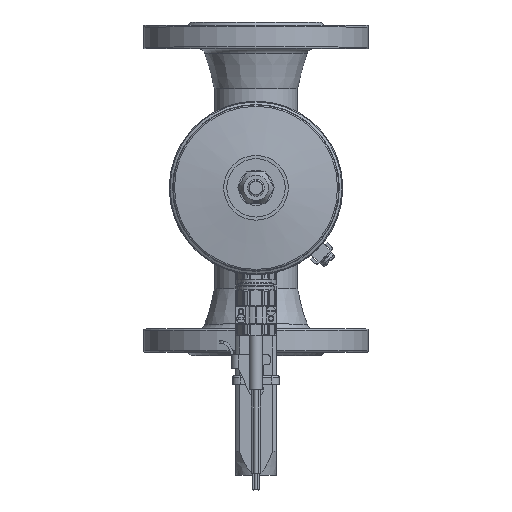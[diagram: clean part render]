
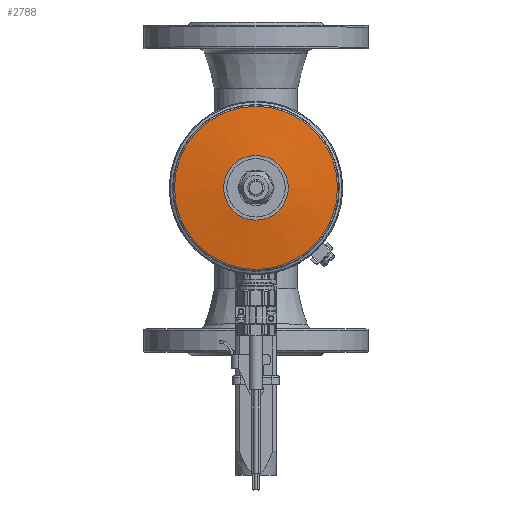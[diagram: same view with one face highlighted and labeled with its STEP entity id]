
A CAD part, top view. The second image highlights one B-rep face of the part: STEP entity #2788.
In plain terms, the highlighted conical face has half-angle 82.5 degrees and reference radius 19.367 mm.
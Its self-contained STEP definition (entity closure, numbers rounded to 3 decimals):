
#2788 = ADVANCED_FACE( '', ( #6397, #6398 ), #6399, .T. );
#6397 = FACE_OUTER_BOUND( '', #11073, .T. );
#6398 = FACE_BOUND( '', #11074, .T. );
#6399 = CONICAL_SURFACE( '', #11075, 19.367, 1.44 );
#11073 = EDGE_LOOP( '', ( #17824 ) );
#11074 = EDGE_LOOP( '', ( #17825 ) );
#11075 = AXIS2_PLACEMENT_3D( '', #17826, #17827, #17828 );
#17824 = ORIENTED_EDGE( '', *, *, #23294, .T. );
#17825 = ORIENTED_EDGE( '', *, *, #22239, .F. );
#17826 = CARTESIAN_POINT( '', ( 0., 0., 360.7 ) );
#17827 = DIRECTION( '', ( 0., 0., -1. ) );
#17828 = DIRECTION( '', ( -1., 0., 0. ) );
#22239 = EDGE_CURVE( '', #25186, #25186, #25187, .T. );
#23294 = EDGE_CURVE( '', #26744, #26744, #26745, .T. );
#25186 = VERTEX_POINT( '', #29479 );
#25187 = CIRCLE( '', #29480, 19.367 );
#26744 = VERTEX_POINT( '', #31939 );
#26745 = CIRCLE( '', #31940, 48.881 );
#29479 = CARTESIAN_POINT( '', ( 19.367, 0., 360.7 ) );
#29480 = AXIS2_PLACEMENT_3D( '', #34068, #34069, #34070 );
#31939 = CARTESIAN_POINT( '', ( 48.881, 0., 356.814 ) );
#31940 = AXIS2_PLACEMENT_3D( '', #35288, #35289, #35290 );
#34068 = CARTESIAN_POINT( '', ( 0., 0., 360.7 ) );
#34069 = DIRECTION( '', ( 0., 0., 1. ) );
#34070 = DIRECTION( '', ( 1., 0., 0. ) );
#35288 = CARTESIAN_POINT( '', ( 0., 0., 356.814 ) );
#35289 = DIRECTION( '', ( 0., 0., 1. ) );
#35290 = DIRECTION( '', ( 1., 0., 0. ) );
